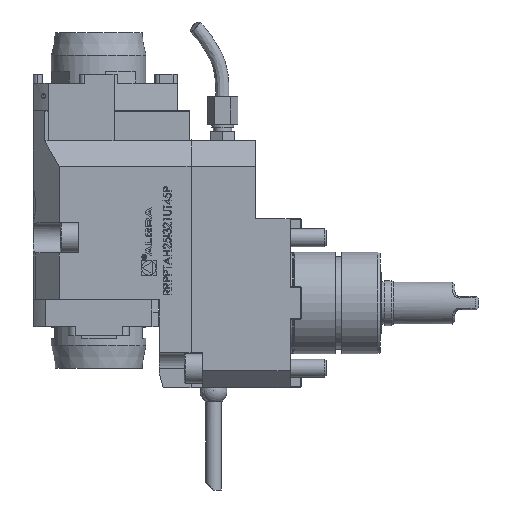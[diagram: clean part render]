
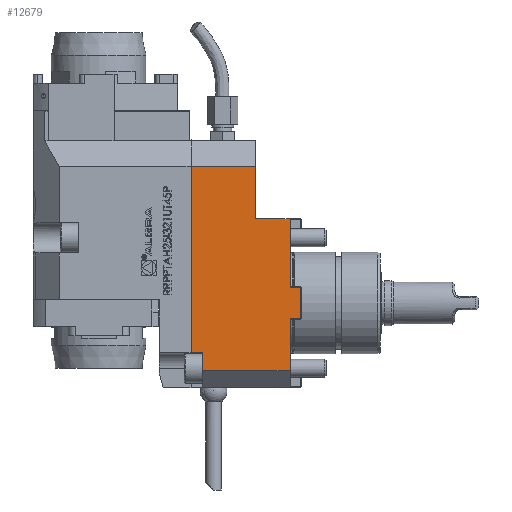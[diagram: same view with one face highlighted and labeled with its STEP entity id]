
A CAD part, left-side view. The second image highlights one B-rep face of the part: STEP entity #12679.
In plain terms, the highlighted planar face has unit normal (-1, 0, 0).
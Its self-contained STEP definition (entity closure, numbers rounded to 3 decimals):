
#64 = ORIENTED_EDGE ( 'NONE', *, *, #26074, .F. ) ;
#855 = LINE ( 'NONE', #8848, #2525 ) ;
#1493 = LINE ( 'NONE', #13193, #14194 ) ;
#1634 = EDGE_CURVE ( 'NONE', #15729, #18482, #13895, .T. ) ;
#1856 = PLANE ( 'NONE',  #9948 ) ;
#2344 = VERTEX_POINT ( 'NONE', #6668 ) ;
#2525 = VECTOR ( 'NONE', #5645, 1000. ) ;
#2626 = CARTESIAN_POINT ( 'NONE',  ( -37.5, 0., -22. ) ) ;
#2635 = CARTESIAN_POINT ( 'NONE',  ( -37.5, -44., -30. ) ) ;
#3065 = VECTOR ( 'NONE', #9033, 1000. ) ;
#3319 = LINE ( 'NONE', #12753, #24918 ) ;
#3623 = EDGE_CURVE ( 'NONE', #17339, #6630, #12381, .T. ) ;
#3702 = VECTOR ( 'NONE', #28961, 1000. ) ;
#3775 = VECTOR ( 'NONE', #4711, 1000. ) ;
#3777 = VERTEX_POINT ( 'NONE', #8231 ) ;
#3903 = ORIENTED_EDGE ( 'NONE', *, *, #3623, .T. ) ;
#4149 = VECTOR ( 'NONE', #27480, 1000. ) ;
#4711 = DIRECTION ( 'NONE',  ( 0., 0., 1. ) ) ;
#5189 = VERTEX_POINT ( 'NONE', #7369 ) ;
#5287 = CARTESIAN_POINT ( 'NONE',  ( -37.5, 0., 60.742 ) ) ;
#5395 = CARTESIAN_POINT ( 'NONE',  ( -37.5, -5., -22. ) ) ;
#5468 = ORIENTED_EDGE ( 'NONE', *, *, #13984, .F. ) ;
#5551 = DIRECTION ( 'NONE',  ( 0., 1., 0. ) ) ;
#5645 = DIRECTION ( 'NONE',  ( 0., -1., 0. ) ) ;
#6405 = CARTESIAN_POINT ( 'NONE',  ( -37.5, 0., 72. ) ) ;
#6553 = DIRECTION ( 'NONE',  ( 0., 0., 1. ) ) ;
#6560 = EDGE_CURVE ( 'NONE', #8251, #28221, #1493, .T. ) ;
#6630 = VERTEX_POINT ( 'NONE', #13821 ) ;
#6668 = CARTESIAN_POINT ( 'NONE',  ( -37.5, -44., 7. ) ) ;
#6840 = DIRECTION ( 'NONE',  ( -1., 0., 0. ) ) ;
#7224 = VECTOR ( 'NONE', #17591, 1000. ) ;
#7369 = CARTESIAN_POINT ( 'NONE',  ( -37.5, -44., 37.5 ) ) ;
#7755 = EDGE_CURVE ( 'NONE', #3777, #8251, #855, .T. ) ;
#8231 = CARTESIAN_POINT ( 'NONE',  ( -37.5, -44., -7. ) ) ;
#8251 = VERTEX_POINT ( 'NONE', #23391 ) ;
#8662 = ORIENTED_EDGE ( 'NONE', *, *, #6560, .T. ) ;
#8716 = DIRECTION ( 'NONE',  ( 0., -1., 0. ) ) ;
#8848 = CARTESIAN_POINT ( 'NONE',  ( -37.5, -42., -7. ) ) ;
#8874 = CARTESIAN_POINT ( 'NONE',  ( -37.5, 285.671, -30. ) ) ;
#9033 = DIRECTION ( 'NONE',  ( 0., -1., 0. ) ) ;
#9468 = ORIENTED_EDGE ( 'NONE', *, *, #12379, .T. ) ;
#9707 = CARTESIAN_POINT ( 'NONE',  ( -37.5, 285.671, 72. ) ) ;
#9843 = CARTESIAN_POINT ( 'NONE',  ( -37.5, -28.5, 72. ) ) ;
#9948 = AXIS2_PLACEMENT_3D ( 'NONE', #9707, #6840, #16604 ) ;
#11272 = DIRECTION ( 'NONE',  ( 0., 0., 1. ) ) ;
#11339 = CARTESIAN_POINT ( 'NONE',  ( -37.5, -48.5, 7. ) ) ;
#11650 = ORIENTED_EDGE ( 'NONE', *, *, #31146, .T. ) ;
#12164 = DIRECTION ( 'NONE',  ( 0., 0., -1. ) ) ;
#12379 = EDGE_CURVE ( 'NONE', #28221, #2344, #27148, .T. ) ;
#12381 = LINE ( 'NONE', #9843, #3775 ) ;
#12679 = ADVANCED_FACE ( 'Defeature completata1_15', ( #14835 ), #1856, .T. ) ;
#12753 = CARTESIAN_POINT ( 'NONE',  ( -37.5, -44., 72. ) ) ;
#13193 = CARTESIAN_POINT ( 'NONE',  ( -37.5, -48.5, 0. ) ) ;
#13337 = LINE ( 'NONE', #30414, #3065 ) ;
#13435 = ORIENTED_EDGE ( 'NONE', *, *, #30022, .F. ) ;
#13821 = CARTESIAN_POINT ( 'NONE',  ( -37.5, -28.5, 60.742 ) ) ;
#13895 = LINE ( 'NONE', #28444, #20539 ) ;
#13984 = EDGE_CURVE ( 'NONE', #3777, #28635, #17763, .T. ) ;
#14194 = VECTOR ( 'NONE', #11272, 1000. ) ;
#14835 = FACE_OUTER_BOUND ( 'NONE', #20196, .T. ) ;
#15646 = EDGE_CURVE ( 'NONE', #17339, #5189, #13337, .T. ) ;
#15729 = VERTEX_POINT ( 'NONE', #18583 ) ;
#16283 = VECTOR ( 'NONE', #18891, 1000. ) ;
#16604 = DIRECTION ( 'NONE',  ( 0., 0., -1. ) ) ;
#17339 = VERTEX_POINT ( 'NONE', #22810 ) ;
#17591 = DIRECTION ( 'NONE',  ( 0., 1., 0. ) ) ;
#17763 = LINE ( 'NONE', #29703, #4149 ) ;
#18482 = VERTEX_POINT ( 'NONE', #30547 ) ;
#18583 = CARTESIAN_POINT ( 'NONE',  ( -37.5, -5., -30. ) ) ;
#18891 = DIRECTION ( 'NONE',  ( 0., 0., -1. ) ) ;
#19704 = ORIENTED_EDGE ( 'NONE', *, *, #15646, .F. ) ;
#20196 = EDGE_LOOP ( 'NONE', ( #21823, #25658, #23862, #5468, #30723, #8662, #9468, #13435, #19704, #3903, #64, #11650 ) ) ;
#20539 = VECTOR ( 'NONE', #6553, 1000. ) ;
#20575 = VERTEX_POINT ( 'NONE', #2626 ) ;
#20664 = LINE ( 'NONE', #6405, #16283 ) ;
#21823 = ORIENTED_EDGE ( 'NONE', *, *, #24094, .F. ) ;
#22499 = EDGE_CURVE ( 'NONE', #15729, #28635, #25832, .T. ) ;
#22810 = CARTESIAN_POINT ( 'NONE',  ( -37.5, -28.5, 37.5 ) ) ;
#23391 = CARTESIAN_POINT ( 'NONE',  ( -37.5, -48.5, -7. ) ) ;
#23862 = ORIENTED_EDGE ( 'NONE', *, *, #22499, .T. ) ;
#24094 = EDGE_CURVE ( 'NONE', #18482, #20575, #27287, .T. ) ;
#24918 = VECTOR ( 'NONE', #12164, 1000. ) ;
#25658 = ORIENTED_EDGE ( 'NONE', *, *, #1634, .F. ) ;
#25782 = VECTOR ( 'NONE', #8716, 1000. ) ;
#25832 = LINE ( 'NONE', #8874, #25782 ) ;
#26074 = EDGE_CURVE ( 'NONE', #28078, #6630, #27179, .T. ) ;
#27148 = LINE ( 'NONE', #27467, #7224 ) ;
#27179 = LINE ( 'NONE', #5287, #3702 ) ;
#27287 = LINE ( 'NONE', #5395, #30826 ) ;
#27467 = CARTESIAN_POINT ( 'NONE',  ( -37.5, -42., 7. ) ) ;
#27480 = DIRECTION ( 'NONE',  ( 0., 0., -1. ) ) ;
#28078 = VERTEX_POINT ( 'NONE', #29870 ) ;
#28221 = VERTEX_POINT ( 'NONE', #11339 ) ;
#28444 = CARTESIAN_POINT ( 'NONE',  ( -37.5, -5., -22. ) ) ;
#28635 = VERTEX_POINT ( 'NONE', #2635 ) ;
#28961 = DIRECTION ( 'NONE',  ( 0., -1., 0. ) ) ;
#29703 = CARTESIAN_POINT ( 'NONE',  ( -37.5, -44., 72. ) ) ;
#29870 = CARTESIAN_POINT ( 'NONE',  ( -37.5, 0., 60.742 ) ) ;
#30022 = EDGE_CURVE ( 'NONE', #5189, #2344, #3319, .T. ) ;
#30414 = CARTESIAN_POINT ( 'NONE',  ( -37.5, 285.671, 37.5 ) ) ;
#30547 = CARTESIAN_POINT ( 'NONE',  ( -37.5, -5., -22. ) ) ;
#30723 = ORIENTED_EDGE ( 'NONE', *, *, #7755, .T. ) ;
#30826 = VECTOR ( 'NONE', #5551, 1000. ) ;
#31146 = EDGE_CURVE ( 'NONE', #28078, #20575, #20664, .T. ) ;
